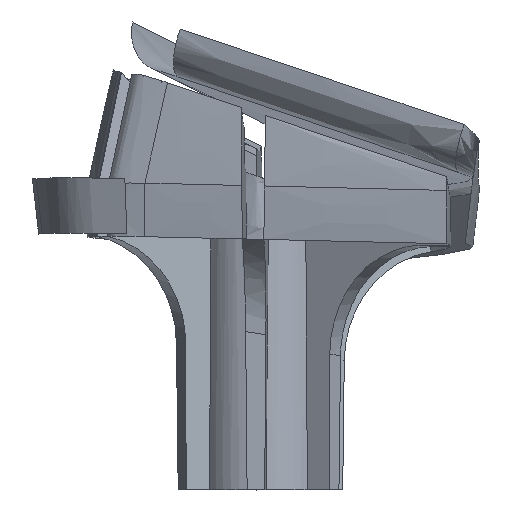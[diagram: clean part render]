
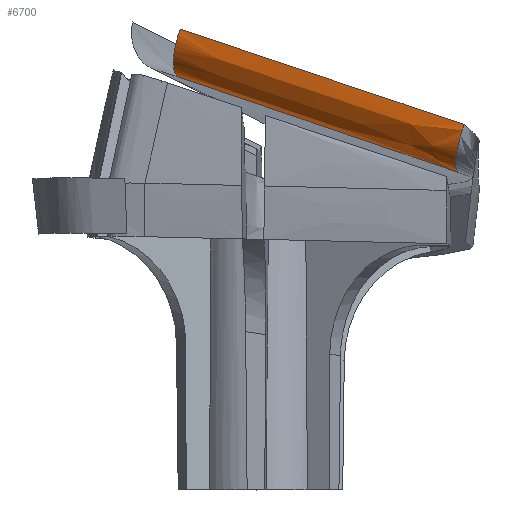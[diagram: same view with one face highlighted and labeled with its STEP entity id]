
A CAD part, top view. The second image highlights one B-rep face of the part: STEP entity #6700.
In plain terms, the highlighted free-form (B-spline) face has degree [3, 2] with [4, 3] control points.
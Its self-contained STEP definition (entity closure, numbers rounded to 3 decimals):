
#6700 = ADVANCED_FACE('',(#6701),#6719,.T.);
#6701 = FACE_BOUND('',#6702,.T.);
#6702 = EDGE_LOOP('',(#6703,#6738,#6756,#6775));
#6703 = ORIENTED_EDGE('',*,*,#6704,.T.);
#6704 = EDGE_CURVE('',#6705,#6707,#6709,.T.);
#6705 = VERTEX_POINT('',#6706);
#6706 = CARTESIAN_POINT('',(1596.958,-773.499,
    1275.822));
#6707 = VERTEX_POINT('',#6708);
#6708 = CARTESIAN_POINT('',(1609.893,-777.853,
    1279.703));
#6709 = SURFACE_CURVE('',#6710,(#6718),.PCURVE_S1.);
#6710 = B_SPLINE_CURVE_WITH_KNOTS('',3,(#6711,#6712,#6713,#6714,#6715,
    #6716,#6717),.UNSPECIFIED.,.F.,.F.,(4,3,4),(0.,0.416,1.),
  .UNSPECIFIED.);
#6711 = CARTESIAN_POINT('',(1596.958,-773.499,
    1275.822));
#6712 = CARTESIAN_POINT('',(1598.728,-774.092,
    1276.447));
#6713 = CARTESIAN_POINT('',(1600.509,-774.69,
    1277.035));
#6714 = CARTESIAN_POINT('',(1602.3,-775.293,
    1277.588));
#6715 = CARTESIAN_POINT('',(1604.813,-776.139,
    1278.364));
#6716 = CARTESIAN_POINT('',(1607.345,-776.993,
    1279.068));
#6717 = CARTESIAN_POINT('',(1609.893,-777.853,
    1279.703));
#6718 = PCURVE('',#6719,#6732);
#6719 = ( BOUNDED_SURFACE() B_SPLINE_SURFACE(3,2,(
    (#6720,#6721,#6722)
    ,(#6723,#6724,#6725)
    ,(#6726,#6727,#6728)
    ,(#6729,#6730,#6731
)),.UNSPECIFIED.,.F.,.F.,.F.) B_SPLINE_SURFACE_WITH_KNOTS((4,4),(3,3),(
    0.,1.),(0.,1.),.PIECEWISE_BEZIER_KNOTS.) 
GEOMETRIC_REPRESENTATION_ITEM() RATIONAL_B_SPLINE_SURFACE((
    (1.,0.689,1.)
    ,(1.,0.694,1.)
    ,(1.,0.699,1.)
,(1.,0.704,1.))) REPRESENTATION_ITEM('') SURFACE() );
#6720 = CARTESIAN_POINT('',(1609.62,-780.028,
    1277.808));
#6721 = CARTESIAN_POINT('',(1609.179,-779.824,
    1279.852));
#6722 = CARTESIAN_POINT('',(1609.893,-777.853,
    1279.703));
#6723 = CARTESIAN_POINT('',(1605.32,-778.553,
    1276.739));
#6724 = CARTESIAN_POINT('',(1604.862,-778.338,
    1278.748));
#6725 = CARTESIAN_POINT('',(1605.531,-776.381,
    1278.616));
#6726 = CARTESIAN_POINT('',(1601.063,-777.098,
    1275.472));
#6727 = CARTESIAN_POINT('',(1600.554,-776.855,
    1277.438));
#6728 = CARTESIAN_POINT('',(1601.214,-774.925,
    1277.324));
#6729 = CARTESIAN_POINT('',(1596.865,-775.677,
    1274.));
#6730 = CARTESIAN_POINT('',(1596.283,-775.399,
    1275.912));
#6731 = CARTESIAN_POINT('',(1596.958,-773.499,
    1275.822));
#6732 = DEFINITIONAL_REPRESENTATION('',(#6733),#6737);
#6733 = LINE('',#6734,#6735);
#6734 = CARTESIAN_POINT('',(1.,1.));
#6735 = VECTOR('',#6736,1.);
#6736 = DIRECTION('',(-1.,0.));
#6737 = ( GEOMETRIC_REPRESENTATION_CONTEXT(2) 
PARAMETRIC_REPRESENTATION_CONTEXT() REPRESENTATION_CONTEXT('2D SPACE',''
  ) );
#6738 = ORIENTED_EDGE('',*,*,#6739,.T.);
#6739 = EDGE_CURVE('',#6707,#6740,#6742,.T.);
#6740 = VERTEX_POINT('',#6741);
#6741 = CARTESIAN_POINT('',(1609.62,-780.028,
    1277.808));
#6742 = SURFACE_CURVE('',#6743,(#6750),.PCURVE_S1.);
#6743 = B_SPLINE_CURVE_WITH_KNOTS('',3,(#6744,#6745,#6746,#6747,#6748,
    #6749),.UNSPECIFIED.,.F.,.F.,(4,2,4),(0.,0.5,1.),.UNSPECIFIED.);
#6744 = CARTESIAN_POINT('',(1609.893,-777.853,
    1279.703));
#6745 = CARTESIAN_POINT('',(1609.709,-778.36,
    1279.741));
#6746 = CARTESIAN_POINT('',(1609.572,-778.896,
    1279.556));
#6747 = CARTESIAN_POINT('',(1609.47,-779.707,
    1278.85));
#6748 = CARTESIAN_POINT('',(1609.507,-779.976,
    1278.333));
#6749 = CARTESIAN_POINT('',(1609.62,-780.028,
    1277.808));
#6750 = PCURVE('',#6719,#6751);
#6751 = DEFINITIONAL_REPRESENTATION('',(#6752),#6755);
#6752 = B_SPLINE_CURVE_WITH_KNOTS('',1,(#6753,#6754),.UNSPECIFIED.,.F.,
  .F.,(2,2),(0.,1.),.PIECEWISE_BEZIER_KNOTS.);
#6753 = CARTESIAN_POINT('',(0.,1.));
#6754 = CARTESIAN_POINT('',(0.,0.));
#6755 = ( GEOMETRIC_REPRESENTATION_CONTEXT(2) 
PARAMETRIC_REPRESENTATION_CONTEXT() REPRESENTATION_CONTEXT('2D SPACE',''
  ) );
#6756 = ORIENTED_EDGE('',*,*,#6757,.F.);
#6757 = EDGE_CURVE('',#6758,#6740,#6760,.T.);
#6758 = VERTEX_POINT('',#6759);
#6759 = CARTESIAN_POINT('',(1596.865,-775.677,
    1274.));
#6760 = SURFACE_CURVE('',#6761,(#6769),.PCURVE_S1.);
#6761 = B_SPLINE_CURVE_WITH_KNOTS('',3,(#6762,#6763,#6764,#6765,#6766,
    #6767,#6768),.UNSPECIFIED.,.F.,.F.,(4,3,4),(0.,0.416,1.),
  .UNSPECIFIED.);
#6762 = CARTESIAN_POINT('',(1596.865,-775.677,
    1274.));
#6763 = CARTESIAN_POINT('',(1598.611,-776.268,
    1274.612));
#6764 = CARTESIAN_POINT('',(1600.368,-776.865,
    1275.189));
#6765 = CARTESIAN_POINT('',(1602.133,-777.467,
    1275.731));
#6766 = CARTESIAN_POINT('',(1604.612,-778.312,
    1276.492));
#6767 = CARTESIAN_POINT('',(1607.109,-779.167,
    1277.184));
#6768 = CARTESIAN_POINT('',(1609.62,-780.028,
    1277.808));
#6769 = PCURVE('',#6719,#6770);
#6770 = DEFINITIONAL_REPRESENTATION('',(#6771),#6774);
#6771 = B_SPLINE_CURVE_WITH_KNOTS('',1,(#6772,#6773),.UNSPECIFIED.,.F.,
  .F.,(2,2),(0.,1.),.PIECEWISE_BEZIER_KNOTS.);
#6772 = CARTESIAN_POINT('',(1.,0.));
#6773 = CARTESIAN_POINT('',(0.,0.));
#6774 = ( GEOMETRIC_REPRESENTATION_CONTEXT(2) 
PARAMETRIC_REPRESENTATION_CONTEXT() REPRESENTATION_CONTEXT('2D SPACE',''
  ) );
#6775 = ORIENTED_EDGE('',*,*,#6776,.T.);
#6776 = EDGE_CURVE('',#6758,#6705,#6777,.T.);
#6777 = SURFACE_CURVE('',#6778,(#6785),.PCURVE_S1.);
#6778 = B_SPLINE_CURVE_WITH_KNOTS('',3,(#6779,#6780,#6781,#6782,#6783,
    #6784),.UNSPECIFIED.,.F.,.F.,(4,2,4),(0.,0.5,1.),.UNSPECIFIED.);
#6779 = CARTESIAN_POINT('',(1596.865,-775.677,
    1274.));
#6780 = CARTESIAN_POINT('',(1596.713,-775.605,
    1274.499));
#6781 = CARTESIAN_POINT('',(1596.635,-775.327,
    1274.987));
#6782 = CARTESIAN_POINT('',(1596.669,-774.52,
    1275.662));
#6783 = CARTESIAN_POINT('',(1596.782,-773.995,
    1275.846));
#6784 = CARTESIAN_POINT('',(1596.958,-773.499,
    1275.822));
#6785 = PCURVE('',#6719,#6786);
#6786 = DEFINITIONAL_REPRESENTATION('',(#6787),#6790);
#6787 = B_SPLINE_CURVE_WITH_KNOTS('',1,(#6788,#6789),.UNSPECIFIED.,.F.,
  .F.,(2,2),(0.,1.),.PIECEWISE_BEZIER_KNOTS.);
#6788 = CARTESIAN_POINT('',(1.,0.));
#6789 = CARTESIAN_POINT('',(1.,1.));
#6790 = ( GEOMETRIC_REPRESENTATION_CONTEXT(2) 
PARAMETRIC_REPRESENTATION_CONTEXT() REPRESENTATION_CONTEXT('2D SPACE',''
  ) );
